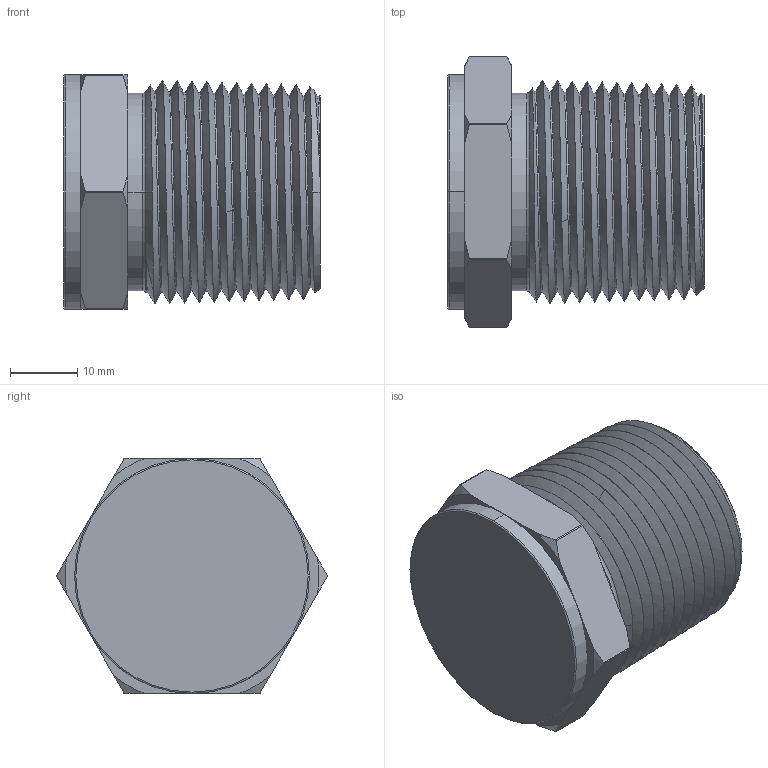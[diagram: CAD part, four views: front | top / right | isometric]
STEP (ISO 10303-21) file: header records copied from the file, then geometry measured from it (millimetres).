
FILE_DESCRIPTION((''),'2;1');
FILE_NAME('PIPE_PLUG_H_SPB','2025-07-08T08:36:05',('Administrator'),(''),'CREO PARAMETRIC BY PTC INC, 2020184','CREO PARAMETRIC BY PTC INC, 2020184','');
FILE_SCHEMA(('AUTOMOTIVE_DESIGN { 1 0 10303 214 1 1 1 1 }'));
Length unit declared in the file: millimetre
Products named in the file (1): PIPE_PLUG_H_SPB
Bounding box: 38.1 x 40.24 x 34.9 mm (x, y, z)
Volume: 30713 mm3; surface area: 8040.2 mm2
Topology: 1 solids, 1 shells, 77 faces, 207 edges, 143 vertices
Faces by surface type: cone 36, plane 15, bspline 12, cylinder 10, torus 4
Entity records: 6941 total; most frequent: CARTESIAN_POINT 5038, ORIENTED_EDGE 404, DIRECTION 276, EDGE_CURVE 202, VERTEX_POINT 128, COLOUR_RGB 116, AXIS2_PLACEMENT_3D 103, B_SPLINE_CURVE_WITH_KNOTS 100
